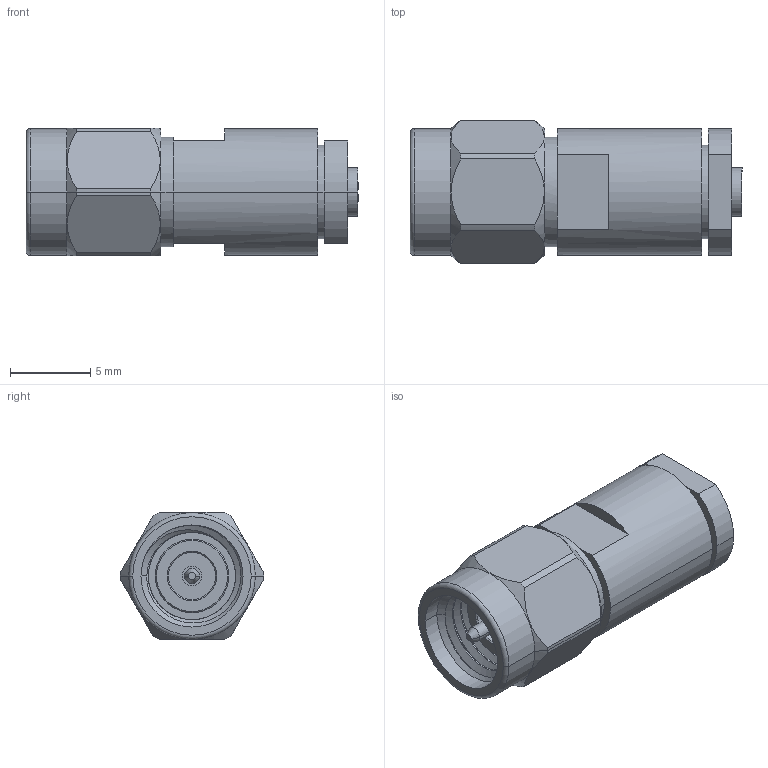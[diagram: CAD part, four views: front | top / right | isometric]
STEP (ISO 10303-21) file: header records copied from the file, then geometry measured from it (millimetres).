
FILE_DESCRIPTION (( 'STEP AP203' ), '1' );
FILE_NAME ('SC5842.step', '2019-02-26T23:06:21', ( '' ), ( '' ), 'SwSTEP 2.0', 'SolidWorks 2017', '' );
FILE_SCHEMA (( 'CONFIG_CONTROL_DESIGN' ));
Length unit declared in the file: inch
Products named in the file (1): SC5842
Bounding box: 20.65 x 8.92 x 7.92 mm (x, y, z)
Volume: 828.6 mm3; surface area: 918.6 mm2
Topology: 1 solids, 1 shells, 92 faces, 220 edges, 140 vertices
Faces by surface type: cylinder 43, plane 29, cone 15, bspline 3, torus 2
Entity records: 3804 total; most frequent: CARTESIAN_POINT 1634, DIRECTION 444, ORIENTED_EDGE 440, EDGE_CURVE 220, AXIS2_PLACEMENT_3D 180, VERTEX_POINT 140, EDGE_LOOP 102, FACE_OUTER_BOUND 92
